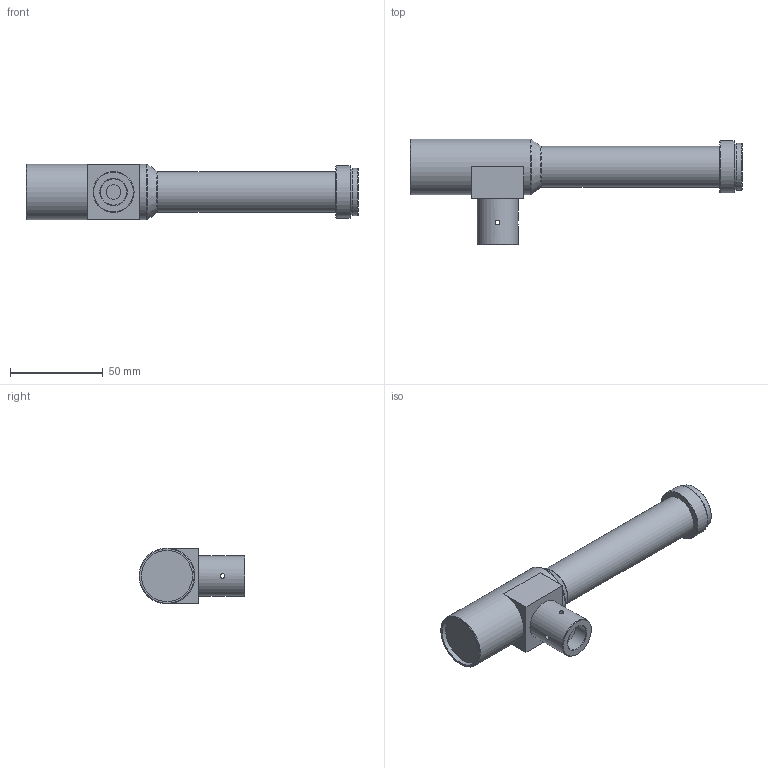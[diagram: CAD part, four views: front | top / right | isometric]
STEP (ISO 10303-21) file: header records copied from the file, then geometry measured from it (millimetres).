
FILE_DESCRIPTION (( 'STEP AP203' ), '1' );
FILE_NAME ('610104.STEP', '2025-02-08T07:04:29', ( 'Windows User' ), ( 'P R C' ), 'SwSTEP 2.0', 'SolidWorks 2020', '' );
FILE_SCHEMA (( 'CONFIG_CONTROL_DESIGN' ));
Length unit declared in the file: millimetre
Products named in the file (1): 610104
Bounding box: 178.6 x 57 x 30 mm (x, y, z)
Volume: 102701.7 mm3; surface area: 19481.4 mm2
Topology: 1 solids, 1 shells, 36 faces, 82 edges, 53 vertices
Faces by surface type: plane 14, cylinder 13, cone 7, bspline 2
Full cylindrical faces by diameter (mm): 2.5 x4, 8 x1, 14.1 x1, 22 x2, 24.4 x1, 25.4 x1, 27.5 x1, 28 x1, 30 x1
Entity records: 1201 total; most frequent: CARTESIAN_POINT 467, DIRECTION 136, ORIENTED_EDGE 92, EDGE_LOOP 74, AXIS2_PLACEMENT_3D 63, FACE_OUTER_BOUND 51, EDGE_CURVE 46, VERTEX_POINT 42
